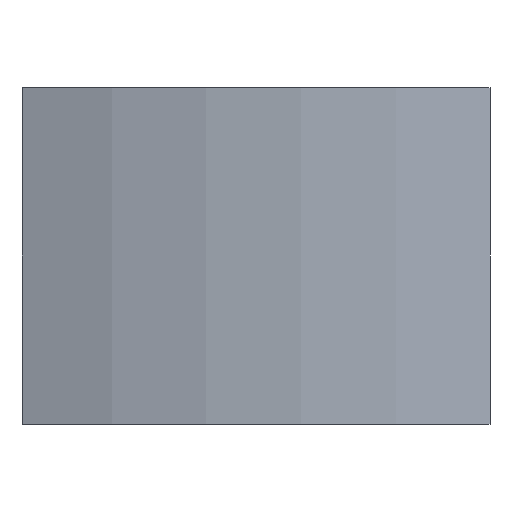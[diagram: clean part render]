
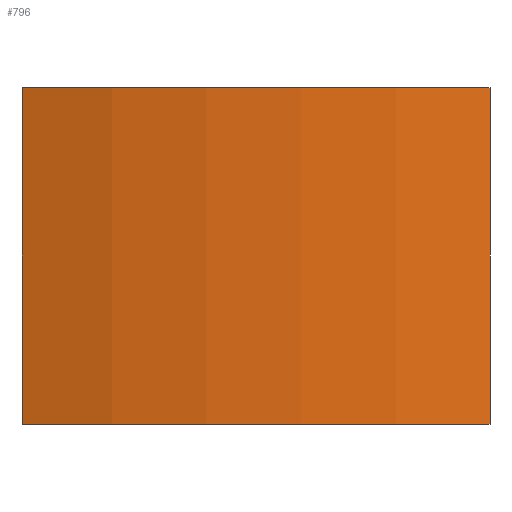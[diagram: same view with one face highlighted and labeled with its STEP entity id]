
A CAD part, left-side view. The second image highlights one B-rep face of the part: STEP entity #796.
In plain terms, the highlighted cylindrical face has radius 43.002 mm (diameter 86.005 mm), a partial arc.
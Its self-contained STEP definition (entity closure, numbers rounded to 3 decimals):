
#13 = DIRECTION ( 'NONE',  ( -1., 0., 0. ) ) ;
#74 = EDGE_CURVE ( 'NONE', #258, #865, #730, .T. ) ;
#84 = CARTESIAN_POINT ( 'NONE',  ( 32.002, 9.22, 9. ) ) ;
#106 = EDGE_LOOP ( 'NONE', ( #443, #609, #628, #250 ) ) ;
#246 = CARTESIAN_POINT ( 'NONE',  ( 32.002, 9.22, -9. ) ) ;
#250 = ORIENTED_EDGE ( 'NONE', *, *, #795, .T. ) ;
#254 = AXIS2_PLACEMENT_3D ( 'NONE', #246, #580, #402 ) ;
#258 = VERTEX_POINT ( 'NONE', #777 ) ;
#293 = VECTOR ( 'NONE', #645, 1000. ) ;
#313 = CARTESIAN_POINT ( 'NONE',  ( -8., 25., 9. ) ) ;
#361 = CARTESIAN_POINT ( 'NONE',  ( -10., 0., -9. ) ) ;
#371 = EDGE_CURVE ( 'NONE', #693, #865, #885, .T. ) ;
#402 = DIRECTION ( 'NONE',  ( -1., 0., 0. ) ) ;
#438 = DIRECTION ( 'NONE',  ( 0., 0., 1. ) ) ;
#443 = ORIENTED_EDGE ( 'NONE', *, *, #74, .T. ) ;
#464 = DIRECTION ( 'NONE',  ( -1., 0., 0. ) ) ;
#468 = DIRECTION ( 'NONE',  ( 0., 0., -1. ) ) ;
#549 = LINE ( 'NONE', #1061, #951 ) ;
#577 = AXIS2_PLACEMENT_3D ( 'NONE', #1056, #618, #464 ) ;
#580 = DIRECTION ( 'NONE',  ( 0., 0., 1. ) ) ;
#597 = CARTESIAN_POINT ( 'NONE',  ( -10., 0., 9. ) ) ;
#609 = ORIENTED_EDGE ( 'NONE', *, *, #371, .F. ) ;
#618 = DIRECTION ( 'NONE',  ( 0., 0., -1. ) ) ;
#628 = ORIENTED_EDGE ( 'NONE', *, *, #1089, .F. ) ;
#645 = DIRECTION ( 'NONE',  ( 0., 0., -1. ) ) ;
#693 = VERTEX_POINT ( 'NONE', #597 ) ;
#724 = CIRCLE ( 'NONE', #864, 43.002 ) ;
#730 = CIRCLE ( 'NONE', #254, 43.002 ) ;
#777 = CARTESIAN_POINT ( 'NONE',  ( -8., 25., -9. ) ) ;
#795 = EDGE_CURVE ( 'NONE', #1018, #258, #549, .T. ) ;
#796 = ADVANCED_FACE ( 'NONE', ( #1038 ), #861, .T. ) ;
#861 = CYLINDRICAL_SURFACE ( 'NONE', #577, 43.002 ) ;
#864 = AXIS2_PLACEMENT_3D ( 'NONE', #84, #438, #13 ) ;
#865 = VERTEX_POINT ( 'NONE', #361 ) ;
#885 = LINE ( 'NONE', #1074, #293 ) ;
#951 = VECTOR ( 'NONE', #468, 1000. ) ;
#1018 = VERTEX_POINT ( 'NONE', #313 ) ;
#1038 = FACE_OUTER_BOUND ( 'NONE', #106, .T. ) ;
#1056 = CARTESIAN_POINT ( 'NONE',  ( 32.002, 9.22, 9. ) ) ;
#1061 = CARTESIAN_POINT ( 'NONE',  ( -8., 25., 9. ) ) ;
#1074 = CARTESIAN_POINT ( 'NONE',  ( -10., 0., 9. ) ) ;
#1089 = EDGE_CURVE ( 'NONE', #1018, #693, #724, .T. ) ;
